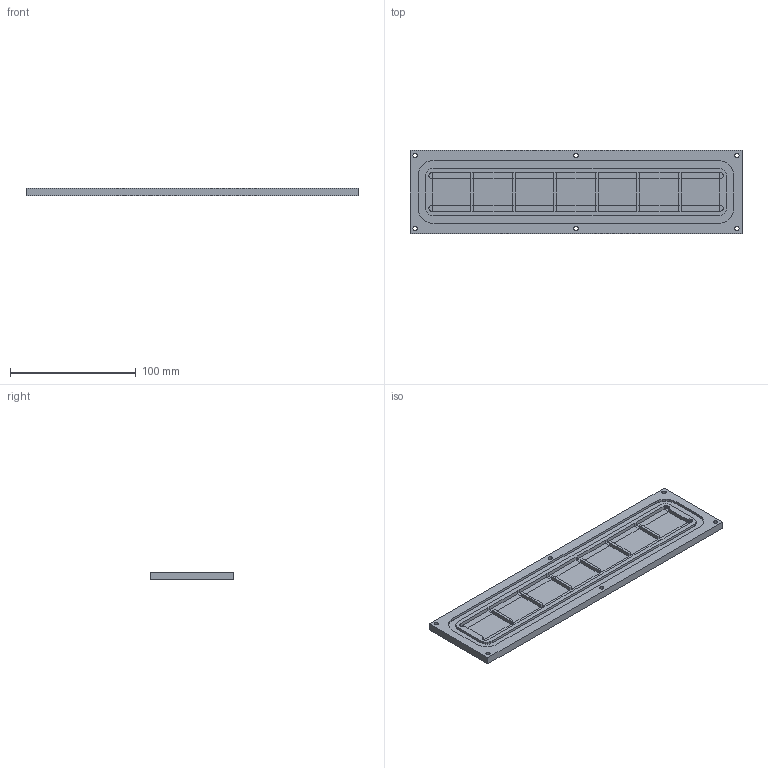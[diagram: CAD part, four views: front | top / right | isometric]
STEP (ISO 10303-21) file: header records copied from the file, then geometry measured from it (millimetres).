
FILE_DESCRIPTION(('FreeCAD Model'),'2;1');
FILE_NAME( 'sample_transfer_base.step', '2017-10-05T15:45:20',('Author'),(''), 'Open CASCADE STEP processor 6.8','FreeCAD','Unknown');
FILE_SCHEMA(('AUTOMOTIVE_DESIGN_CC2 { 1 2 10303 214 -1 1 5 4 }'));
Length unit declared in the file: millimetre
Products named in the file (2): ASSEMBLY; difference001
Assembly tree (1 placements, depth 2):
  ASSEMBLY
    difference001
Bounding box: 264 x 66 x 6 mm (x, y, z)
Volume: 76830 mm3; surface area: 43756.1 mm2
Topology: 1 solids, 1 shells, 261 faces, 660 edges, 404 vertices
Faces by surface type: plane 255, cylinder 6
Full cylindrical faces by diameter (mm): 3.4 x6
Entity records: 16073 total; most frequent: CARTESIAN_POINT 2759, DIRECTION 2406, LINE 1844, VECTOR 1844, ORIENTED_EDGE 1320, PCURVE 1320, DEFINITIONAL_REPRESENTATION 1320, EDGE_CURVE 660
